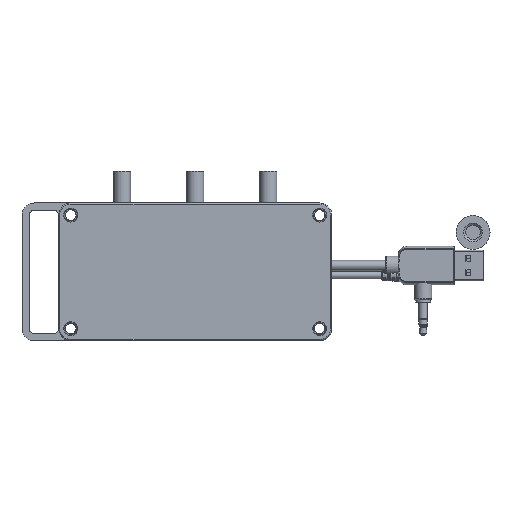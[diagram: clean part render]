
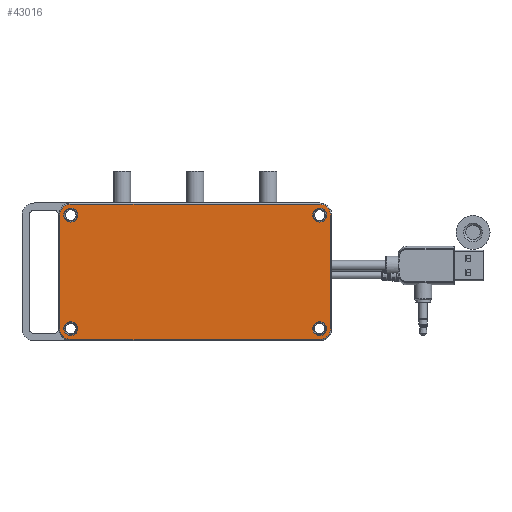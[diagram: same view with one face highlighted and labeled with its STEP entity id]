
A CAD part, front view. The second image highlights one B-rep face of the part: STEP entity #43016.
In plain terms, the highlighted planar face has unit normal (0, -1, 0).
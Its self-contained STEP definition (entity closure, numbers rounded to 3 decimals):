
#1118 = CARTESIAN_POINT ( 'NONE',  ( -25.5, -12.6, -22.5 ) ) ;
#1419 = CARTESIAN_POINT ( 'NONE',  ( -21., -12.6, -25.35 ) ) ;
#1667 = EDGE_LOOP ( 'NONE', ( #19000, #20225 ) ) ;
#2138 = DIRECTION ( 'NONE',  ( -1., 0., 0. ) ) ;
#2292 = CARTESIAN_POINT ( 'NONE',  ( -21., -12.6, 24. ) ) ;
#3025 = CARTESIAN_POINT ( 'NONE',  ( 81., -12.6, 21.15 ) ) ;
#3666 = ORIENTED_EDGE ( 'NONE', *, *, #5721, .T. ) ;
#3817 = EDGE_CURVE ( 'NONE', #34178, #22460, #45509, .T. ) ;
#4155 = DIRECTION ( 'NONE',  ( -1., 0., 0. ) ) ;
#4268 = AXIS2_PLACEMENT_3D ( 'NONE', #8981, #44725, #2138 ) ;
#4932 = DIRECTION ( 'NONE',  ( 0., 0., 1. ) ) ;
#5214 = DIRECTION ( 'NONE',  ( 0., 1., 0. ) ) ;
#5386 = CARTESIAN_POINT ( 'NONE',  ( 81., -12.6, 26.85 ) ) ;
#5481 = CARTESIAN_POINT ( 'NONE',  ( 81., -12.6, 24. ) ) ;
#5594 = DIRECTION ( 'NONE',  ( -1., 0., 0. ) ) ;
#5721 = EDGE_CURVE ( 'NONE', #28231, #29958, #38817, .T. ) ;
#6112 = CARTESIAN_POINT ( 'NONE',  ( 81., -12.6, -22.5 ) ) ;
#6661 = LINE ( 'NONE', #10190, #44177 ) ;
#7616 = CIRCLE ( 'NONE', #9136, 4.5 ) ;
#7646 = CARTESIAN_POINT ( 'NONE',  ( 85.5, -12.6, -22.5 ) ) ;
#8276 = VECTOR ( 'NONE', #13702, 1000. ) ;
#8708 = VERTEX_POINT ( 'NONE', #3025 ) ;
#8777 = AXIS2_PLACEMENT_3D ( 'NONE', #39918, #25561, #39441 ) ;
#8981 = CARTESIAN_POINT ( 'NONE',  ( -21., -12.6, 24. ) ) ;
#9136 = AXIS2_PLACEMENT_3D ( 'NONE', #2292, #37584, #5594 ) ;
#9550 = DIRECTION ( 'NONE',  ( -1., 0., 0. ) ) ;
#9959 = EDGE_CURVE ( 'NONE', #40878, #8708, #39097, .T. ) ;
#10190 = CARTESIAN_POINT ( 'NONE',  ( 81., -12.6, -27. ) ) ;
#10269 = CARTESIAN_POINT ( 'NONE',  ( 81., -12.6, 28.5 ) ) ;
#10766 = VECTOR ( 'NONE', #30921, 1000. ) ;
#11019 = VERTEX_POINT ( 'NONE', #18174 ) ;
#11663 = VECTOR ( 'NONE', #4932, 1000. ) ;
#11694 = EDGE_CURVE ( 'NONE', #17211, #22227, #44215, .T. ) ;
#12261 = CARTESIAN_POINT ( 'NONE',  ( -26., -12.6, 141.935 ) ) ;
#12675 = CIRCLE ( 'NONE', #39693, 4.5 ) ;
#13079 = DIRECTION ( 'NONE',  ( 0., 1., 0. ) ) ;
#13099 = AXIS2_PLACEMENT_3D ( 'NONE', #46441, #14213, #21269 ) ;
#13373 = CARTESIAN_POINT ( 'NONE',  ( 81., -12.6, 24. ) ) ;
#13382 = AXIS2_PLACEMENT_3D ( 'NONE', #13373, #27703, #42061 ) ;
#13702 = DIRECTION ( 'NONE',  ( -1., 0., 0. ) ) ;
#13862 = CARTESIAN_POINT ( 'NONE',  ( 81., -12.6, -25.35 ) ) ;
#14213 = DIRECTION ( 'NONE',  ( 0., -1., 0. ) ) ;
#14295 = AXIS2_PLACEMENT_3D ( 'NONE', #26374, #5214, #40956 ) ;
#14456 = PLANE ( 'NONE',  #28261 ) ;
#14522 = CARTESIAN_POINT ( 'NONE',  ( -21., -12.6, -22.5 ) ) ;
#14859 = CIRCLE ( 'NONE', #13382, 2.85 ) ;
#15447 = AXIS2_PLACEMENT_3D ( 'NONE', #6112, #24423, #39008 ) ;
#15720 = EDGE_CURVE ( 'NONE', #28295, #34178, #7616, .T. ) ;
#16137 = CARTESIAN_POINT ( 'NONE',  ( -21., -12.6, -27. ) ) ;
#16385 = ORIENTED_EDGE ( 'NONE', *, *, #23759, .T. ) ;
#17051 = AXIS2_PLACEMENT_3D ( 'NONE', #40616, #43910, #4155 ) ;
#17211 = VERTEX_POINT ( 'NONE', #7646 ) ;
#17314 = ORIENTED_EDGE ( 'NONE', *, *, #37952, .T. ) ;
#17464 = CARTESIAN_POINT ( 'NONE',  ( -21., -12.6, 28.5 ) ) ;
#18174 = CARTESIAN_POINT ( 'NONE',  ( 81., -12.6, -19.65 ) ) ;
#18588 = CIRCLE ( 'NONE', #31336, 2.85 ) ;
#18662 = EDGE_LOOP ( 'NONE', ( #24916, #26471, #17314, #29686, #25862, #38773, #39889, #16385 ) ) ;
#18822 = AXIS2_PLACEMENT_3D ( 'NONE', #44674, #27243, #29833 ) ;
#19000 = ORIENTED_EDGE ( 'NONE', *, *, #27430, .T. ) ;
#19341 = VERTEX_POINT ( 'NONE', #20026 ) ;
#19716 = EDGE_CURVE ( 'NONE', #44452, #19341, #35033, .T. ) ;
#20026 = CARTESIAN_POINT ( 'NONE',  ( -21., -12.6, 26.85 ) ) ;
#20056 = EDGE_CURVE ( 'NONE', #11019, #35358, #35769, .T. ) ;
#20225 = ORIENTED_EDGE ( 'NONE', *, *, #9959, .T. ) ;
#20871 = DIRECTION ( 'NONE',  ( -1., 0., 0. ) ) ;
#21269 = DIRECTION ( 'NONE',  ( -1., 0., 0. ) ) ;
#21725 = FACE_OUTER_BOUND ( 'NONE', #18662, .T. ) ;
#22227 = VERTEX_POINT ( 'NONE', #43707 ) ;
#22460 = VERTEX_POINT ( 'NONE', #1118 ) ;
#23173 = CARTESIAN_POINT ( 'NONE',  ( -25.5, -12.6, 141.935 ) ) ;
#23600 = CARTESIAN_POINT ( 'NONE',  ( -21., -12.6, 21.15 ) ) ;
#23759 = EDGE_CURVE ( 'NONE', #30051, #28295, #32488, .T. ) ;
#23863 = ORIENTED_EDGE ( 'NONE', *, *, #44160, .T. ) ;
#24423 = DIRECTION ( 'NONE',  ( 0., 1., 0. ) ) ;
#24819 = EDGE_CURVE ( 'NONE', #22227, #30051, #12675, .T. ) ;
#24916 = ORIENTED_EDGE ( 'NONE', *, *, #15720, .T. ) ;
#25561 = DIRECTION ( 'NONE',  ( 0., 1., 0. ) ) ;
#25862 = ORIENTED_EDGE ( 'NONE', *, *, #45064, .T. ) ;
#26364 = DIRECTION ( 'NONE',  ( 0., 1., 0. ) ) ;
#26374 = CARTESIAN_POINT ( 'NONE',  ( -21., -12.6, 24. ) ) ;
#26471 = ORIENTED_EDGE ( 'NONE', *, *, #3817, .T. ) ;
#26553 = CARTESIAN_POINT ( 'NONE',  ( 85.5, -12.6, 141.935 ) ) ;
#26607 = CARTESIAN_POINT ( 'NONE',  ( -21., -12.6, -19.65 ) ) ;
#26683 = ORIENTED_EDGE ( 'NONE', *, *, #19716, .T. ) ;
#27091 = EDGE_LOOP ( 'NONE', ( #38622, #31376 ) ) ;
#27243 = DIRECTION ( 'NONE',  ( 0., 1., 0. ) ) ;
#27430 = EDGE_CURVE ( 'NONE', #8708, #40878, #14859, .T. ) ;
#27693 = EDGE_CURVE ( 'NONE', #44100, #29428, #6661, .T. ) ;
#27703 = DIRECTION ( 'NONE',  ( 0., 1., 0. ) ) ;
#28231 = VERTEX_POINT ( 'NONE', #26607 ) ;
#28261 = AXIS2_PLACEMENT_3D ( 'NONE', #12261, #26364, #33405 ) ;
#28295 = VERTEX_POINT ( 'NONE', #44732 ) ;
#29428 = VERTEX_POINT ( 'NONE', #37062 ) ;
#29686 = ORIENTED_EDGE ( 'NONE', *, *, #27693, .T. ) ;
#29833 = DIRECTION ( 'NONE',  ( -1., 0., 0. ) ) ;
#29958 = VERTEX_POINT ( 'NONE', #1419 ) ;
#30051 = VERTEX_POINT ( 'NONE', #10269 ) ;
#30806 = CIRCLE ( 'NONE', #14295, 2.85 ) ;
#30921 = DIRECTION ( 'NONE',  ( 0., 0., -1. ) ) ;
#30937 = CARTESIAN_POINT ( 'NONE',  ( -21., -12.6, -22.5 ) ) ;
#31110 = CIRCLE ( 'NONE', #13099, 4.5 ) ;
#31336 = AXIS2_PLACEMENT_3D ( 'NONE', #30937, #13079, #9550 ) ;
#31376 = ORIENTED_EDGE ( 'NONE', *, *, #20056, .T. ) ;
#32148 = DIRECTION ( 'NONE',  ( 0., 1., 0. ) ) ;
#32240 = EDGE_CURVE ( 'NONE', #35358, #11019, #43980, .T. ) ;
#32488 = LINE ( 'NONE', #17464, #8276 ) ;
#32796 = AXIS2_PLACEMENT_3D ( 'NONE', #14522, #32148, #20871 ) ;
#32862 = ORIENTED_EDGE ( 'NONE', *, *, #41314, .T. ) ;
#33405 = DIRECTION ( 'NONE',  ( -1., 0., 0. ) ) ;
#33983 = CARTESIAN_POINT ( 'NONE',  ( -25.5, -12.6, 24. ) ) ;
#34142 = DIRECTION ( 'NONE',  ( -1., 0., 0. ) ) ;
#34178 = VERTEX_POINT ( 'NONE', #33983 ) ;
#35033 = CIRCLE ( 'NONE', #4268, 2.85 ) ;
#35109 = DIRECTION ( 'NONE',  ( 1., 0., 0. ) ) ;
#35358 = VERTEX_POINT ( 'NONE', #13862 ) ;
#35769 = CIRCLE ( 'NONE', #8777, 2.85 ) ;
#37062 = CARTESIAN_POINT ( 'NONE',  ( 81., -12.6, -27. ) ) ;
#37584 = DIRECTION ( 'NONE',  ( 0., -1., 0. ) ) ;
#37952 = EDGE_CURVE ( 'NONE', #22460, #44100, #31110, .T. ) ;
#38622 = ORIENTED_EDGE ( 'NONE', *, *, #32240, .T. ) ;
#38773 = ORIENTED_EDGE ( 'NONE', *, *, #11694, .T. ) ;
#38817 = CIRCLE ( 'NONE', #32796, 2.85 ) ;
#39008 = DIRECTION ( 'NONE',  ( -1., 0., 0. ) ) ;
#39097 = CIRCLE ( 'NONE', #18822, 2.85 ) ;
#39441 = DIRECTION ( 'NONE',  ( -1., 0., 0. ) ) ;
#39693 = AXIS2_PLACEMENT_3D ( 'NONE', #5481, #42138, #34142 ) ;
#39889 = ORIENTED_EDGE ( 'NONE', *, *, #24819, .T. ) ;
#39918 = CARTESIAN_POINT ( 'NONE',  ( 81., -12.6, -22.5 ) ) ;
#40350 = CIRCLE ( 'NONE', #17051, 4.5 ) ;
#40616 = CARTESIAN_POINT ( 'NONE',  ( 81., -12.6, -22.5 ) ) ;
#40728 = FACE_BOUND ( 'NONE', #1667, .T. ) ;
#40878 = VERTEX_POINT ( 'NONE', #5386 ) ;
#40948 = FACE_BOUND ( 'NONE', #42965, .T. ) ;
#40956 = DIRECTION ( 'NONE',  ( -1., 0., 0. ) ) ;
#41314 = EDGE_CURVE ( 'NONE', #19341, #44452, #30806, .T. ) ;
#42061 = DIRECTION ( 'NONE',  ( -1., 0., 0. ) ) ;
#42138 = DIRECTION ( 'NONE',  ( 0., -1., 0. ) ) ;
#42965 = EDGE_LOOP ( 'NONE', ( #26683, #32862 ) ) ;
#43016 = ADVANCED_FACE ( 'NONE', ( #21725, #46436, #40728, #40948, #44492 ), #14456, .F. ) ;
#43707 = CARTESIAN_POINT ( 'NONE',  ( 85.5, -12.6, 24. ) ) ;
#43910 = DIRECTION ( 'NONE',  ( 0., -1., 0. ) ) ;
#43980 = CIRCLE ( 'NONE', #15447, 2.85 ) ;
#44100 = VERTEX_POINT ( 'NONE', #16137 ) ;
#44160 = EDGE_CURVE ( 'NONE', #29958, #28231, #18588, .T. ) ;
#44173 = EDGE_LOOP ( 'NONE', ( #23863, #3666 ) ) ;
#44177 = VECTOR ( 'NONE', #35109, 1000. ) ;
#44215 = LINE ( 'NONE', #26553, #11663 ) ;
#44452 = VERTEX_POINT ( 'NONE', #23600 ) ;
#44492 = FACE_BOUND ( 'NONE', #44173, .T. ) ;
#44674 = CARTESIAN_POINT ( 'NONE',  ( 81., -12.6, 24. ) ) ;
#44725 = DIRECTION ( 'NONE',  ( 0., 1., 0. ) ) ;
#44732 = CARTESIAN_POINT ( 'NONE',  ( -21., -12.6, 28.5 ) ) ;
#45064 = EDGE_CURVE ( 'NONE', #29428, #17211, #40350, .T. ) ;
#45509 = LINE ( 'NONE', #23173, #10766 ) ;
#46436 = FACE_BOUND ( 'NONE', #27091, .T. ) ;
#46441 = CARTESIAN_POINT ( 'NONE',  ( -21., -12.6, -22.5 ) ) ;
